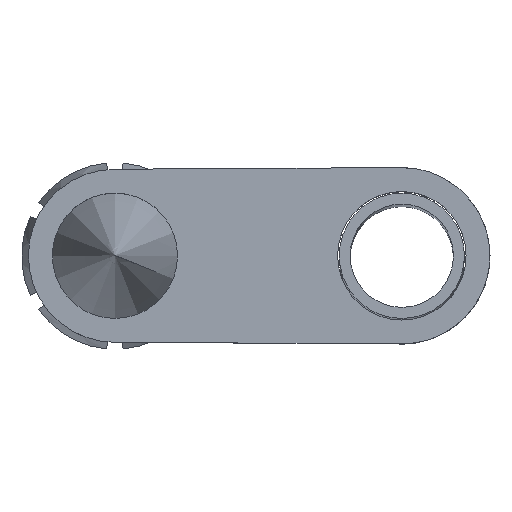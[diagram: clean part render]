
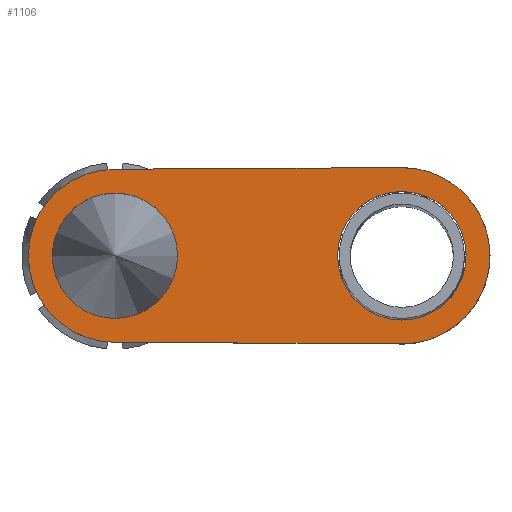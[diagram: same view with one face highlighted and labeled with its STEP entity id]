
A CAD part, top view. The second image highlights one B-rep face of the part: STEP entity #1106.
In plain terms, the highlighted planar face has unit normal (0, 0, 1).
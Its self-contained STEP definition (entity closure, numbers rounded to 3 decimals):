
#77=FACE_BOUND('',#238,.T.);
#78=FACE_BOUND('',#239,.T.);
#114=PLANE('',#1242);
#173=FACE_OUTER_BOUND('',#237,.T.);
#237=EDGE_LOOP('',(#984,#985,#986,#987));
#238=EDGE_LOOP('',(#988));
#239=EDGE_LOOP('',(#989));
#336=LINE('',#2190,#424);
#340=LINE('',#2199,#428);
#424=VECTOR('',#1538,10.);
#428=VECTOR('',#1544,10.);
#475=CIRCLE('',#1235,13.097);
#478=CIRCLE('',#1241,18.097);
#479=CIRCLE('',#1243,18.435);
#480=CIRCLE('',#1244,13.435);
#574=VERTEX_POINT('',#2178);
#578=VERTEX_POINT('',#2187);
#579=VERTEX_POINT('',#2189);
#582=VERTEX_POINT('',#2196);
#583=VERTEX_POINT('',#2198);
#584=VERTEX_POINT('',#2206);
#718=EDGE_CURVE('',#574,#574,#475,.T.);
#723=EDGE_CURVE('',#579,#578,#336,.T.);
#727=EDGE_CURVE('',#583,#582,#340,.T.);
#730=EDGE_CURVE('',#578,#583,#478,.T.);
#731=EDGE_CURVE('',#582,#579,#479,.T.);
#732=EDGE_CURVE('',#584,#584,#480,.T.);
#984=ORIENTED_EDGE('',*,*,#730,.T.);
#985=ORIENTED_EDGE('',*,*,#727,.T.);
#986=ORIENTED_EDGE('',*,*,#731,.T.);
#987=ORIENTED_EDGE('',*,*,#723,.T.);
#988=ORIENTED_EDGE('',*,*,#718,.T.);
#989=ORIENTED_EDGE('',*,*,#732,.T.);
#1106=ADVANCED_FACE('',(#173,#77,#78),#114,.T.);
#1235=AXIS2_PLACEMENT_3D('',#2179,#1529,#1530);
#1241=AXIS2_PLACEMENT_3D('',#2203,#1550,#1551);
#1242=AXIS2_PLACEMENT_3D('',#2204,#1552,#1553);
#1243=AXIS2_PLACEMENT_3D('',#2205,#1554,#1555);
#1244=AXIS2_PLACEMENT_3D('',#2207,#1556,#1557);
#1529=DIRECTION('center_axis',(0.,0.,-1.));
#1530=DIRECTION('ref_axis',(1.,0.,0.));
#1538=DIRECTION('',(-1.,-0.006,0.));
#1544=DIRECTION('',(1.,-0.006,0.));
#1550=DIRECTION('center_axis',(0.,0.,1.));
#1551=DIRECTION('ref_axis',(1.,0.,0.));
#1552=DIRECTION('center_axis',(0.,0.,1.));
#1553=DIRECTION('ref_axis',(1.,0.,0.));
#1554=DIRECTION('center_axis',(0.,0.,1.));
#1555=DIRECTION('ref_axis',(1.,0.,0.));
#1556=DIRECTION('center_axis',(0.,0.,-1.));
#1557=DIRECTION('ref_axis',(1.,0.,0.));
#2178=CARTESIAN_POINT('',(-13.097,0.,3.175));
#2179=CARTESIAN_POINT('Origin',(0.,0.,3.175));
#2187=CARTESIAN_POINT('',(-0.102,18.097,3.175));
#2189=CARTESIAN_POINT('',(59.896,18.435,3.175));
#2190=CARTESIAN_POINT('',(-0.102,18.097,3.175));
#2196=CARTESIAN_POINT('',(59.896,-18.435,3.175));
#2198=CARTESIAN_POINT('',(-0.102,-18.097,3.175));
#2199=CARTESIAN_POINT('',(59.896,-18.435,3.175));
#2203=CARTESIAN_POINT('Origin',(0.,0.,3.175));
#2204=CARTESIAN_POINT('Origin',(30.169,0.,3.175));
#2205=CARTESIAN_POINT('Origin',(60.,0.,3.175));
#2206=CARTESIAN_POINT('',(46.565,0.,3.175));
#2207=CARTESIAN_POINT('Origin',(60.,0.,3.175));
